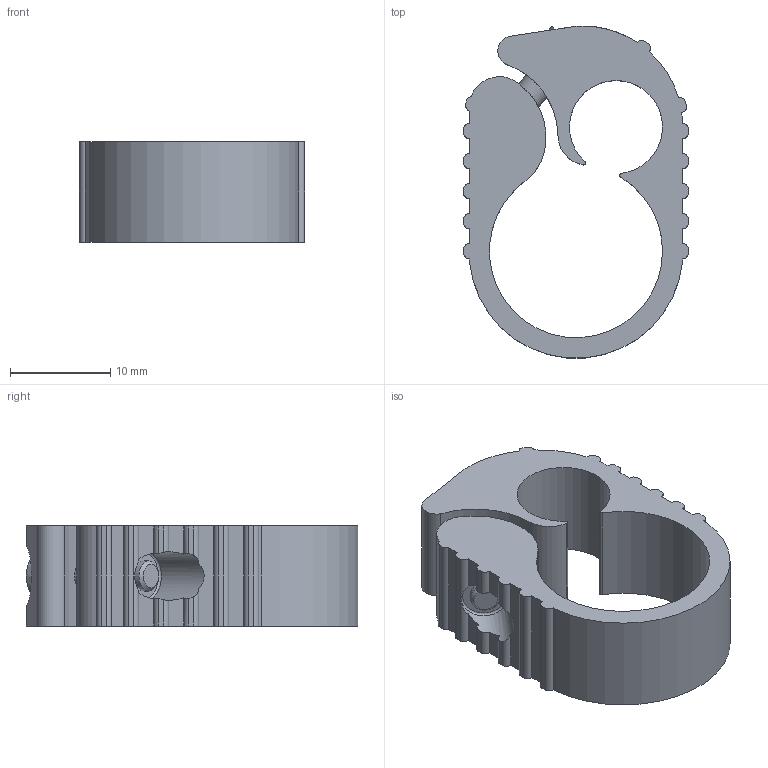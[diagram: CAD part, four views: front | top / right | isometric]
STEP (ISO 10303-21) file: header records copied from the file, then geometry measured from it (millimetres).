
FILE_DESCRIPTION(/* description */ ('STEP AP214'),/* implementation_level */ '2;1');
FILE_NAME(/* name */ '19275_SMBR-16',/* time_stamp */ '2024-09-15T07:31:50+02:00',/* author */ ('License CC BY-ND 4.0'),/* organization */ ('CADENAS'),/* preprocessor_version */ 'ST-DEVELOPER v19.3',/* originating_system */ 'PARTsolutions',/* authorisation */ ' ');
FILE_SCHEMA (('AUTOMOTIVE_DESIGN {1 0 10303 214 3 1 1}'));
Length unit declared in the file: millimetre
Products named in the file (1): 19275 SMBR-16
Bounding box: 22.5 x 33.16 x 10 mm (x, y, z)
Volume: 2912.5 mm3; surface area: 2857.2 mm2
Topology: 1 solids, 1 shells, 98 faces, 275 edges, 182 vertices
Faces by surface type: cylinder 52, plane 41, cone 3, torus 2
Full cylindrical faces by diameter (mm): 3 x2, 3.1 x2, 4.9 x1, 6.2 x1
Entity records: 3187 total; most frequent: CARTESIAN_POINT 623, DIRECTION 548, ORIENTED_EDGE 520, EDGE_CURVE 260, AXIS2_PLACEMENT_3D 208, VERTEX_POINT 178, LINE 132, VECTOR 132
